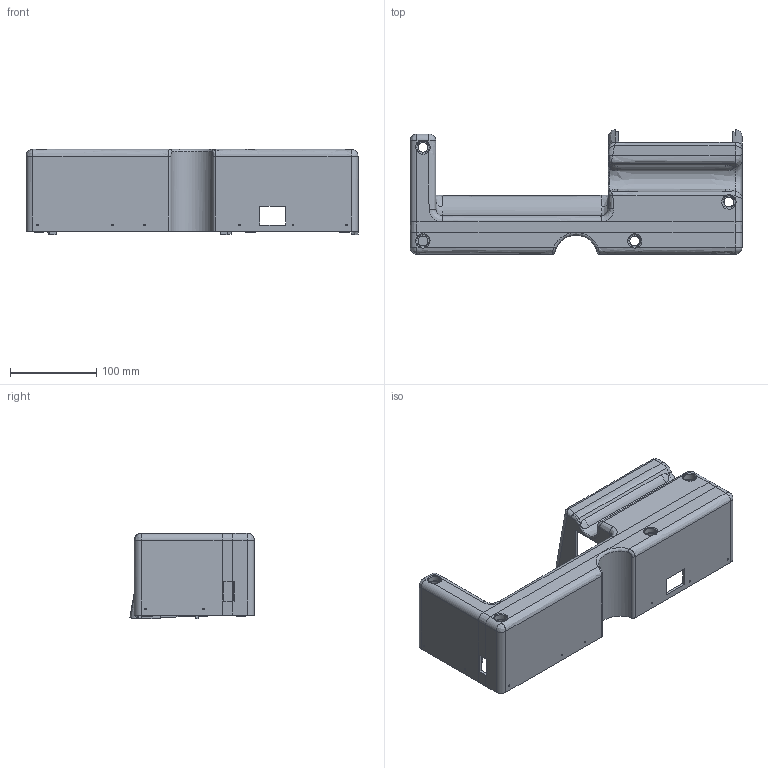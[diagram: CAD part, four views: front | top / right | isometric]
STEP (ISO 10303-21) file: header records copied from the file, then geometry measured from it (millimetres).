
FILE_DESCRIPTION(('CATIA V6 STEP','CAx-IF Rec.Pracs.--- Model Styling and Organization---1.2---2011-12-15'),'2;1');
FILE_NAME('Carter.stp','2020-08-02T15:47:18+00:00',('NewPDM'),('Renault'),'CATIA Unofficial Packaging Version','DASSAULT SYSTEMES CATIA V6 STEP AP214','none');
FILE_SCHEMA(('AUTOMOTIVE_DESIGN { 1 0 10303 214 1 1 1 1 }'));
Length unit declared in the file: millimetre
Products named in the file (1): OCIM07AJP8
Bounding box: 384.74 x 144.11 x 98.8 mm (x, y, z)
Surface area: 275767.5 mm2 (no closed solid volume)
Topology: 0 solids, 1 shells, 336 faces, 942 edges, 600 vertices
Faces by surface type: bspline 140, plane 104, cylinder 76, torus 9, extrusion 4, sphere 3
Entity records: 34152 total; most frequent: CARTESIAN_POINT 27076, ORIENTED_EDGE 1867, EDGE_CURVE 938, DIRECTION 741, VERTEX_POINT 600, B_SPLINE_CURVE_WITH_KNOTS 591, EDGE_LOOP 369, ADVANCED_FACE 336
